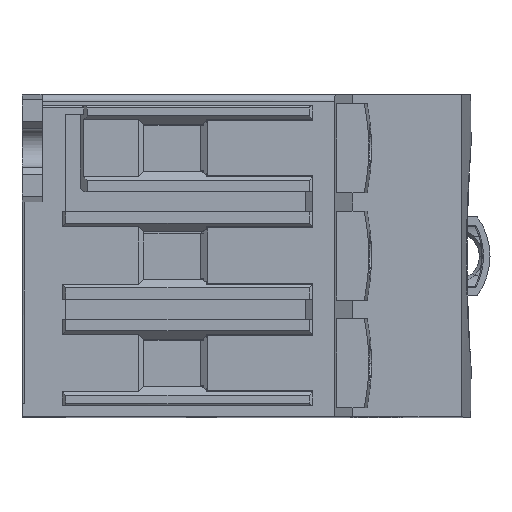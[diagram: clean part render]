
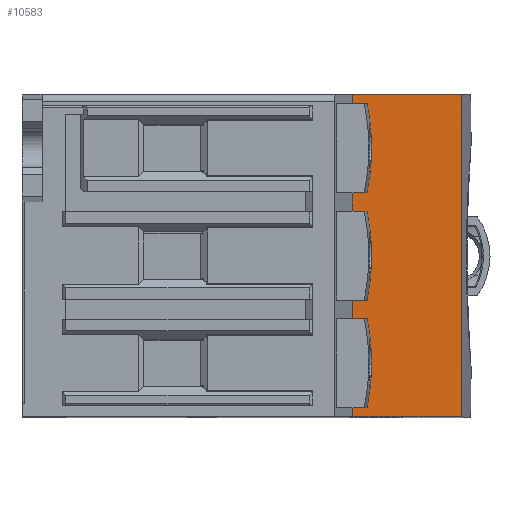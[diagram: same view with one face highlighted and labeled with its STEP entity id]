
A CAD part, top view. The second image highlights one B-rep face of the part: STEP entity #10583.
In plain terms, the highlighted planar face has unit normal (0, 0, 1).
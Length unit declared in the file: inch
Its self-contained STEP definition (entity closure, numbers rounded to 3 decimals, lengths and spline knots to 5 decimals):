
#390 = DIRECTION ( 'NONE',  ( -1., 0., 0. ) ) ;
#615 = VECTOR ( 'NONE', #9137, 39.37008 ) ;
#745 = ORIENTED_EDGE ( 'NONE', *, *, #4041, .T. ) ;
#942 = EDGE_CURVE ( 'NONE', #15042, #6228, #11268, .T. ) ;
#1048 = ORIENTED_EDGE ( 'NONE', *, *, #14159, .T. ) ;
#1276 = VECTOR ( 'NONE', #9328, 39.37008 ) ;
#2281 = LINE ( 'NONE', #15048, #1276 ) ;
#2352 = VERTEX_POINT ( 'NONE', #10485 ) ;
#2389 = VERTEX_POINT ( 'NONE', #3893 ) ;
#2535 = VECTOR ( 'NONE', #8549, 39.37008 ) ;
#2850 = ORIENTED_EDGE ( 'NONE', *, *, #3951, .T. ) ;
#3737 = PLANE ( 'NONE',  #6117 ) ;
#3830 = VECTOR ( 'NONE', #390, 39.37008 ) ;
#3893 = CARTESIAN_POINT ( 'NONE',  ( -17.75914, 21.62378, -26.02778 ) ) ;
#3925 = LINE ( 'NONE', #10968, #7301 ) ;
#3951 = EDGE_CURVE ( 'NONE', #2389, #11200, #12121, .T. ) ;
#3997 = VERTEX_POINT ( 'NONE', #5101 ) ;
#4041 = EDGE_CURVE ( 'NONE', #3997, #15042, #3925, .T. ) ;
#5057 = DIRECTION ( 'NONE',  ( 1., 0., 0. ) ) ;
#5101 = CARTESIAN_POINT ( 'NONE',  ( -18.52687, 21.55292, -26.02778 ) ) ;
#5142 = FACE_OUTER_BOUND ( 'NONE', #7856, .T. ) ;
#5162 = CARTESIAN_POINT ( 'NONE',  ( -17.76893, 21.60016, -26.02778 ) ) ;
#5396 = CARTESIAN_POINT ( 'NONE',  ( -18.37923, 21.64693, -26.02778 ) ) ;
#5732 = CARTESIAN_POINT ( 'NONE',  ( -18.52687, 21.64693, -26.02778 ) ) ;
#5993 = CARTESIAN_POINT ( 'NONE',  ( -17.76893, 21.64693, -26.02778 ) ) ;
#6067 = CARTESIAN_POINT ( 'NONE',  ( -18.57412, 21.60016, -26.02778 ) ) ;
#6073 = DIRECTION ( 'NONE',  ( 0., 0., 1. ) ) ;
#6117 = AXIS2_PLACEMENT_3D ( 'NONE', #5993, #6073, #5057 ) ;
#6228 = VERTEX_POINT ( 'NONE', #9386 ) ;
#6316 = LINE ( 'NONE', #5162, #9282 ) ;
#6485 = CARTESIAN_POINT ( 'NONE',  ( -17.76893, 21.62378, -26.02778 ) ) ;
#6981 = VECTOR ( 'NONE', #12367, 39.37008 ) ;
#7301 = VECTOR ( 'NONE', #9742, 39.37008 ) ;
#7321 = CARTESIAN_POINT ( 'NONE',  ( -17.75914, 19.85213, -26.02778 ) ) ;
#7662 = EDGE_CURVE ( 'NONE', #14366, #2352, #6316, .T. ) ;
#7856 = EDGE_LOOP ( 'NONE', ( #13829, #13536, #2850, #1048, #11359, #12380, #745, #8208 ) ) ;
#8208 = ORIENTED_EDGE ( 'NONE', *, *, #942, .T. ) ;
#8549 = DIRECTION ( 'NONE',  ( 0., 1., 0. ) ) ;
#9137 = DIRECTION ( 'NONE',  ( 0., -1., 0. ) ) ;
#9277 = VERTEX_POINT ( 'NONE', #7321 ) ;
#9282 = VECTOR ( 'NONE', #9882, 39.37008 ) ;
#9328 = DIRECTION ( 'NONE',  ( 0., -1., 0. ) ) ;
#9376 = LINE ( 'NONE', #5732, #615 ) ;
#9386 = CARTESIAN_POINT ( 'NONE',  ( -18.37923, 19.85213, -26.02778 ) ) ;
#9637 = CARTESIAN_POINT ( 'NONE',  ( -17.75914, 20.6515, -26.02778 ) ) ;
#9742 = DIRECTION ( 'NONE',  ( 1., 0., 0. ) ) ;
#9805 = VECTOR ( 'NONE', #13655, 39.37008 ) ;
#9882 = DIRECTION ( 'NONE',  ( 1., 0., 0. ) ) ;
#10485 = CARTESIAN_POINT ( 'NONE',  ( -18.52687, 21.60016, -26.02778 ) ) ;
#10532 = CARTESIAN_POINT ( 'NONE',  ( -18.57412, 21.62378, -26.02778 ) ) ;
#10583 = ADVANCED_FACE ( 'NONE', ( #5142 ), #3737, .T. ) ;
#10968 = CARTESIAN_POINT ( 'NONE',  ( -17.76893, 21.55292, -26.02778 ) ) ;
#11064 = LINE ( 'NONE', #11207, #6981 ) ;
#11200 = VERTEX_POINT ( 'NONE', #10532 ) ;
#11207 = CARTESIAN_POINT ( 'NONE',  ( -18.63561, 19.85213, -26.02778 ) ) ;
#11268 = LINE ( 'NONE', #5396, #9805 ) ;
#11359 = ORIENTED_EDGE ( 'NONE', *, *, #7662, .T. ) ;
#12121 = LINE ( 'NONE', #6485, #3830 ) ;
#12367 = DIRECTION ( 'NONE',  ( -1., 0., 0. ) ) ;
#12380 = ORIENTED_EDGE ( 'NONE', *, *, #12387, .T. ) ;
#12387 = EDGE_CURVE ( 'NONE', #2352, #3997, #9376, .T. ) ;
#12800 = EDGE_CURVE ( 'NONE', #9277, #2389, #13331, .T. ) ;
#13331 = LINE ( 'NONE', #9637, #2535 ) ;
#13536 = ORIENTED_EDGE ( 'NONE', *, *, #12800, .T. ) ;
#13655 = DIRECTION ( 'NONE',  ( 0., -1., 0. ) ) ;
#13829 = ORIENTED_EDGE ( 'NONE', *, *, #14760, .F. ) ;
#14159 = EDGE_CURVE ( 'NONE', #11200, #14366, #2281, .T. ) ;
#14298 = CARTESIAN_POINT ( 'NONE',  ( -18.37923, 21.55292, -26.02778 ) ) ;
#14366 = VERTEX_POINT ( 'NONE', #6067 ) ;
#14760 = EDGE_CURVE ( 'NONE', #9277, #6228, #11064, .T. ) ;
#15042 = VERTEX_POINT ( 'NONE', #14298 ) ;
#15048 = CARTESIAN_POINT ( 'NONE',  ( -18.57412, 21.64693, -26.02778 ) ) ;
